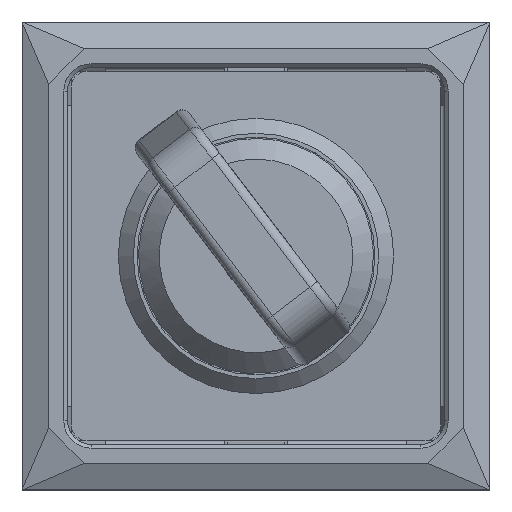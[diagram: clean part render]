
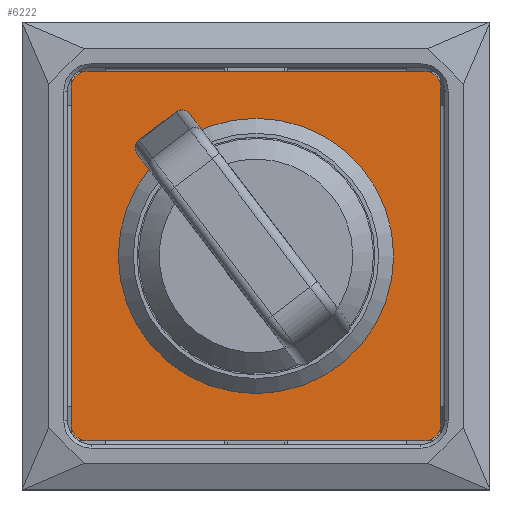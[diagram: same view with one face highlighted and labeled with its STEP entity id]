
A CAD part, top view. The second image highlights one B-rep face of the part: STEP entity #6222.
In plain terms, the highlighted planar face has unit normal (0, 0, 1).
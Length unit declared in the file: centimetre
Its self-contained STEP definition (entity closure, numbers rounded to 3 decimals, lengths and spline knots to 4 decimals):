
#273=FACE_BOUND($,#1132,.T.);
#274=FACE_BOUND($,#1133,.T.);
#360=CIRCLE($,#6496,0.085);
#363=CIRCLE($,#6502,0.085);
#461=CIRCLE($,#6722,0.7325);
#463=CIRCLE($,#6726,0.085);
#464=CIRCLE($,#6729,0.085);
#1132=EDGE_LOOP($,(#4755));
#1133=EDGE_LOOP($,(#4756,#4757,#4758,#4759,#4760,#4761,#4762,#4763));
#1436=LINE($,#9132,#2005);
#1461=LINE($,#9188,#2030);
#1653=LINE($,#10326,#2222);
#1662=LINE($,#10344,#2231);
#2005=VECTOR($,#7222,1.797);
#2030=VECTOR($,#7259,1.797);
#2222=VECTOR($,#7899,1.797);
#2231=VECTOR($,#7914,1.797);
#2582=VERTEX_POINT($,#9124);
#2583=VERTEX_POINT($,#9126);
#2584=VERTEX_POINT($,#9130);
#2595=VERTEX_POINT($,#9156);
#2609=VERTEX_POINT($,#9186);
#2799=VERTEX_POINT($,#10314);
#2801=VERTEX_POINT($,#10320);
#2802=VERTEX_POINT($,#10324);
#2805=VERTEX_POINT($,#10334);
#3164=EDGE_CURVE($,#2582,#2583,#360,.T.);
#3167=EDGE_CURVE($,#2584,#2582,#1436,.T.);
#3180=EDGE_CURVE($,#2595,#2584,#363,.T.);
#3195=EDGE_CURVE($,#2609,#2595,#1461,.T.);
#3495=EDGE_CURVE($,#2799,#2799,#461,.T.);
#3498=EDGE_CURVE($,#2801,#2609,#463,.T.);
#3500=EDGE_CURVE($,#2802,#2801,#1653,.T.);
#3506=EDGE_CURVE($,#2805,#2802,#464,.T.);
#3510=EDGE_CURVE($,#2583,#2805,#1662,.T.);
#4755=ORIENTED_EDGE($,*,*,#3495,.T.);
#4756=ORIENTED_EDGE($,*,*,#3180,.F.);
#4757=ORIENTED_EDGE($,*,*,#3195,.F.);
#4758=ORIENTED_EDGE($,*,*,#3498,.F.);
#4759=ORIENTED_EDGE($,*,*,#3500,.F.);
#4760=ORIENTED_EDGE($,*,*,#3506,.F.);
#4761=ORIENTED_EDGE($,*,*,#3510,.F.);
#4762=ORIENTED_EDGE($,*,*,#3164,.F.);
#4763=ORIENTED_EDGE($,*,*,#3167,.F.);
#5951=PLANE($,#6731);
#6222=ADVANCED_FACE($,(#273,#274),#5951,.F.);
#6496=AXIS2_PLACEMENT_3D($,#9127,#7216,#7217);
#6502=AXIS2_PLACEMENT_3D($,#9158,#7241,#7242);
#6722=AXIS2_PLACEMENT_3D($,#10315,#7885,#7886);
#6726=AXIS2_PLACEMENT_3D($,#10322,#7894,#7895);
#6729=AXIS2_PLACEMENT_3D($,#10336,#7907,#7908);
#6731=AXIS2_PLACEMENT_3D($,#10352,#7920,#7921);
#7216=DIRECTION('center_axis',(0.,0.,
-1.));
#7217=DIRECTION('ref_axis',(-1.,0.,0.));
#7222=DIRECTION($,(0.,1.,0.));
#7241=DIRECTION('center_axis',(0.,0.,
-1.));
#7242=DIRECTION('ref_axis',(0.,-1.,0.));
#7259=DIRECTION($,(-1.,0.,0.));
#7885=DIRECTION('center_axis',(0.,0.,
-1.));
#7886=DIRECTION('ref_axis',(1.,0.,0.));
#7894=DIRECTION('center_axis',(0.,0.,
-1.));
#7895=DIRECTION('ref_axis',(1.,0.,0.));
#7899=DIRECTION($,(0.,-1.,0.));
#7907=DIRECTION('center_axis',(0.,0.,
-1.));
#7908=DIRECTION('ref_axis',(0.,1.,0.));
#7914=DIRECTION($,(1.,0.,0.));
#7920=DIRECTION('center_axis',(0.,0.,
-1.));
#7921=DIRECTION('ref_axis',(1.,0.,0.));
#9124=CARTESIAN_POINT('',(-0.9835,0.8985,2.634));
#9126=CARTESIAN_POINT('',(-0.8985,0.9835,2.634));
#9127=CARTESIAN_POINT('Origin',(-0.8985,0.8985,2.634));
#9130=CARTESIAN_POINT('',(-0.9835,-0.8985,2.634));
#9132=CARTESIAN_POINT($,(-0.9835,-0.8985,2.634));
#9156=CARTESIAN_POINT('',(-0.8985,-0.9835,2.634));
#9158=CARTESIAN_POINT('Origin',(-0.8985,-0.8985,2.634));
#9186=CARTESIAN_POINT('',(0.8985,-0.9835,2.634));
#9188=CARTESIAN_POINT($,(0.8985,-0.9835,2.634));
#10314=CARTESIAN_POINT('',(0.7325,0.,2.634));
#10315=CARTESIAN_POINT('Origin',(0.,0.,
2.634));
#10320=CARTESIAN_POINT('',(0.9835,-0.8985,2.634));
#10322=CARTESIAN_POINT('Origin',(0.8985,-0.8985,2.634));
#10324=CARTESIAN_POINT('',(0.9835,0.8985,2.634));
#10326=CARTESIAN_POINT($,(0.9835,0.8985,2.634));
#10334=CARTESIAN_POINT('',(0.8985,0.9835,2.634));
#10336=CARTESIAN_POINT('Origin',(0.8985,0.8985,2.634));
#10344=CARTESIAN_POINT($,(-0.8985,0.9835,2.634));
#10352=CARTESIAN_POINT('Origin',(0.,0.,
2.634));
